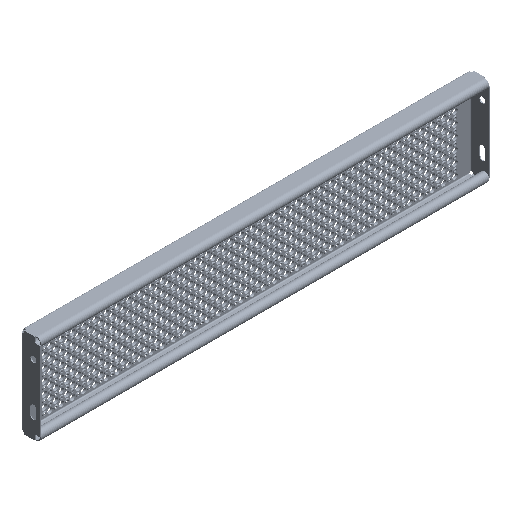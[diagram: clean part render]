
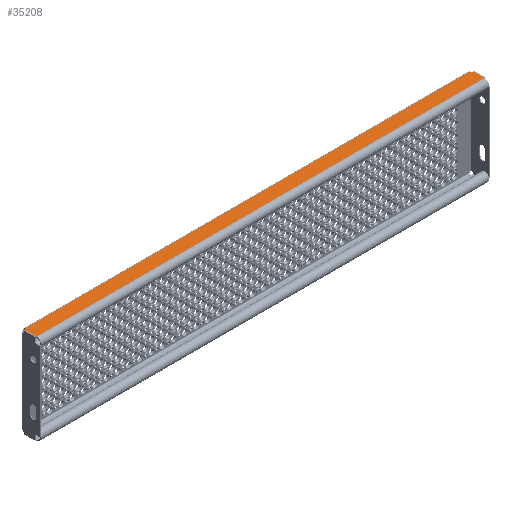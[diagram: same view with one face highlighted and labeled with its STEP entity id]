
A CAD part, isometric view. The second image highlights one B-rep face of the part: STEP entity #35208.
In plain terms, the highlighted planar face has unit normal (0, 0, 1).
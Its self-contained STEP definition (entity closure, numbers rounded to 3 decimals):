
#6802 = VECTOR ( 'NONE', #9966, 1000. ) ;
#6805 = VECTOR ( 'NONE', #10144, 1000. ) ;
#6809 = VECTOR ( 'NONE', #10162, 1000. ) ;
#6813 = CIRCLE ( 'NONE', #6819, 5. ) ;
#6815 = CIRCLE ( 'NONE', #6816, 5. ) ;
#6816 = AXIS2_PLACEMENT_3D ( 'NONE', #10183, #10184, #10186 ) ;
#6818 = VECTOR ( 'NONE', #10191, 1000. ) ;
#6819 = AXIS2_PLACEMENT_3D ( 'NONE', #10194, #10195, #10197 ) ;
#9964 = CARTESIAN_POINT ( 'NONE',  ( -497.99, -7.185, 100. ) ) ;
#9966 = DIRECTION ( 'NONE',  ( 0., -1., 0. ) ) ;
#10142 = CARTESIAN_POINT ( 'NONE',  ( -499., -4., 100. ) ) ;
#10144 = DIRECTION ( 'NONE',  ( 1., 0., 0. ) ) ;
#10161 = CARTESIAN_POINT ( 'NONE',  ( 497.99, -7.185, 100. ) ) ;
#10162 = DIRECTION ( 'NONE',  ( 0., 1., 0. ) ) ;
#10183 = CARTESIAN_POINT ( 'NONE',  ( 499., -2.288, 100. ) ) ;
#10184 = DIRECTION ( 'NONE',  ( 0., 0., -1. ) ) ;
#10186 = DIRECTION ( 'NONE',  ( 0., -1., 0. ) ) ;
#10189 = CARTESIAN_POINT ( 'NONE',  ( -497.99, -32.498, 100. ) ) ;
#10191 = DIRECTION ( 'NONE',  ( 1., 0., 0. ) ) ;
#10194 = CARTESIAN_POINT ( 'NONE',  ( -499., -2.288, 100. ) ) ;
#10195 = DIRECTION ( 'NONE',  ( 0., 0., -1. ) ) ;
#10197 = DIRECTION ( 'NONE',  ( 0., -1., 0. ) ) ;
#35208 = ADVANCED_FACE ( 'NONE', ( #199176 ), #196398, .T. ) ;
#41015 = VERTEX_POINT ( 'NONE', #214539 ) ;
#41016 = VERTEX_POINT ( 'NONE', #214540 ) ;
#41018 = VERTEX_POINT ( 'NONE', #214542 ) ;
#41019 = VERTEX_POINT ( 'NONE', #214543 ) ;
#41022 = VERTEX_POINT ( 'NONE', #214546 ) ;
#41024 = VERTEX_POINT ( 'NONE', #214548 ) ;
#58200 = EDGE_LOOP ( 'NONE', ( #69958, #69960, #69956, #69959, #69961, #69963 ) ) ;
#64215 = EDGE_CURVE ( 'NONE', #41016, #41015, #210764, .T. ) ;
#64228 = EDGE_CURVE ( 'NONE', #41018, #41019, #210770, .T. ) ;
#64232 = EDGE_CURVE ( 'NONE', #41022, #41024, #210778, .T. ) ;
#64236 = EDGE_CURVE ( 'NONE', #41024, #41019, #6815, .T. ) ;
#64237 = EDGE_CURVE ( 'NONE', #41015, #41022, #210782, .T. ) ;
#64238 = EDGE_CURVE ( 'NONE', #41018, #41016, #6813, .T. ) ;
#69956 = ORIENTED_EDGE ( 'NONE', *, *, #64236, .T. ) ;
#69958 = ORIENTED_EDGE ( 'NONE', *, *, #64237, .T. ) ;
#69959 = ORIENTED_EDGE ( 'NONE', *, *, #64228, .F. ) ;
#69960 = ORIENTED_EDGE ( 'NONE', *, *, #64232, .T. ) ;
#69961 = ORIENTED_EDGE ( 'NONE', *, *, #64238, .T. ) ;
#69963 = ORIENTED_EDGE ( 'NONE', *, *, #64215, .T. ) ;
#195097 = AXIS2_PLACEMENT_3D ( 'NONE', #196399, #196400, #196401 ) ;
#196398 = PLANE ( 'NONE',  #195097 ) ;
#196399 = CARTESIAN_POINT ( 'NONE',  ( -499., 195.712, 100. ) ) ;
#196400 = DIRECTION ( 'NONE',  ( 0., 0., 1. ) ) ;
#196401 = DIRECTION ( 'NONE',  ( 0., -1., 0. ) ) ;
#199176 = FACE_OUTER_BOUND ( 'NONE', #58200, .T. ) ;
#210764 = LINE ( 'NONE', #9964, #6802 ) ;
#210770 = LINE ( 'NONE', #10142, #6805 ) ;
#210778 = LINE ( 'NONE', #10161, #6809 ) ;
#210782 = LINE ( 'NONE', #10189, #6818 ) ;
#214539 = CARTESIAN_POINT ( 'NONE',  ( -497.99, -32.498, 100. ) ) ;
#214540 = CARTESIAN_POINT ( 'NONE',  ( -497.99, -7.185, 100. ) ) ;
#214542 = CARTESIAN_POINT ( 'NONE',  ( -494.302, -4., 100. ) ) ;
#214543 = CARTESIAN_POINT ( 'NONE',  ( 494.302, -4., 100. ) ) ;
#214546 = CARTESIAN_POINT ( 'NONE',  ( 497.99, -32.498, 100. ) ) ;
#214548 = CARTESIAN_POINT ( 'NONE',  ( 497.99, -7.185, 100. ) ) ;
